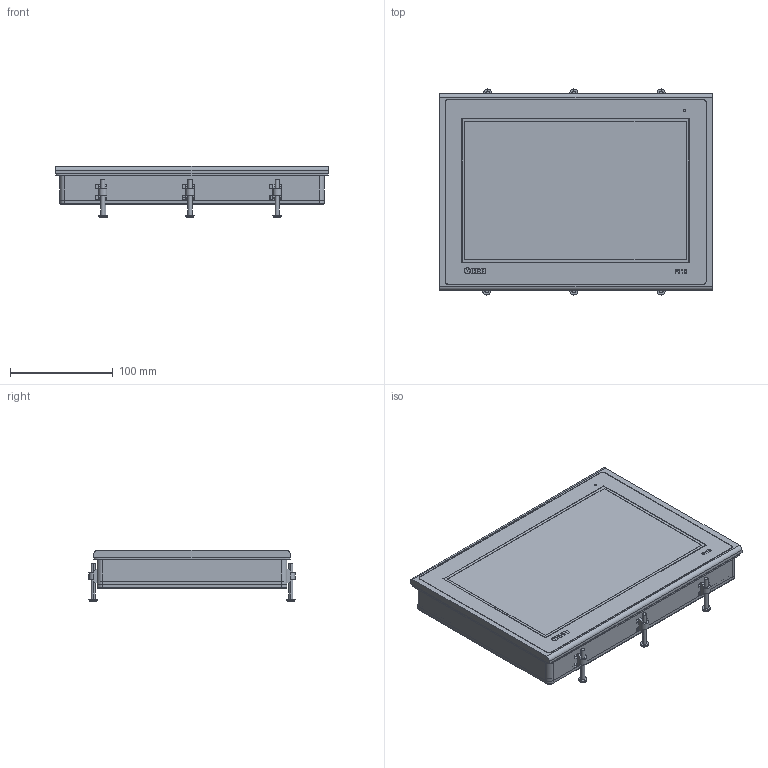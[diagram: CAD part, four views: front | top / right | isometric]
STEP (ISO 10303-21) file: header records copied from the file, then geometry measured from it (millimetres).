
FILE_DESCRIPTION (( 'STEP AP214' ), '1' );
FILE_NAME ('3D 斁麧錪 陏10.STEP', '2021-11-26T08:36:44', ( '' ), ( '' ), 'SwSTEP 2.0', 'SolidWorks 2015', '' );
FILE_SCHEMA (( 'AUTOMOTIVE_DESIGN' ));
Length unit declared in the file: millimetre
Products named in the file (11): ISO 1580 - M3 x 10 --- 10N_ISO 1580 - M3 x 10 --- 10N; ISO 1580 - M4 x 35 --- 35N_ISO 1580 - M4 x 35 --- 35N; ÐÃ10 Êîðïóñ çàä; Ethernet; USB A; ÐÃ10 Êîðïóñ ïåðåä; Ïðîêëàäêà ÐÃ10.Ä_00; ч緡餩00; Êëåììíèê 3çåë; 3D 斁麧錪 陏10; Ëèöåâàÿ ÷àñòü_00
Assembly tree (30 placements, depth 2):
  3D 斁麧錪 陏10
    ÐÃ10 Êîðïóñ ïåðåä
    ÐÃ10 Êîðïóñ çàä
    Ëèöåâàÿ ÷àñòü_00
    USB A  x2
    Êëåììíèê 3çåë  x2
    ISO 1580 - M3 x 10 --- 10N_ISO 1580 - M3 x 10 --- 10N  x9
    Ïðîêëàäêà ÐÃ10.Ä_00
    Ethernet
    ч緡餩00  x6
    ISO 1580 - M4 x 35 --- 35N_ISO 1580 - M4 x 35 --- 35N  x6
Bounding box: 266 x 201 x 49.92 mm (x, y, z)
Volume: 529324.8 mm3; surface area: 382115.3 mm2
Topology: 36 solids, 36 shells, 3152 faces, 8593 edges, 5616 vertices
Faces by surface type: plane 2810, cylinder 254, torus 34, cone 30, bspline 24
Entity records: 106273 total; most frequent: CARTESIAN_POINT 15178, ORIENTED_EDGE 14678, DIRECTION 12923, EDGE_CURVE 7339, VECTOR 6901, LINE 6901, VERTEX_POINT 4866, AXIS2_PLACEMENT_3D 3011
